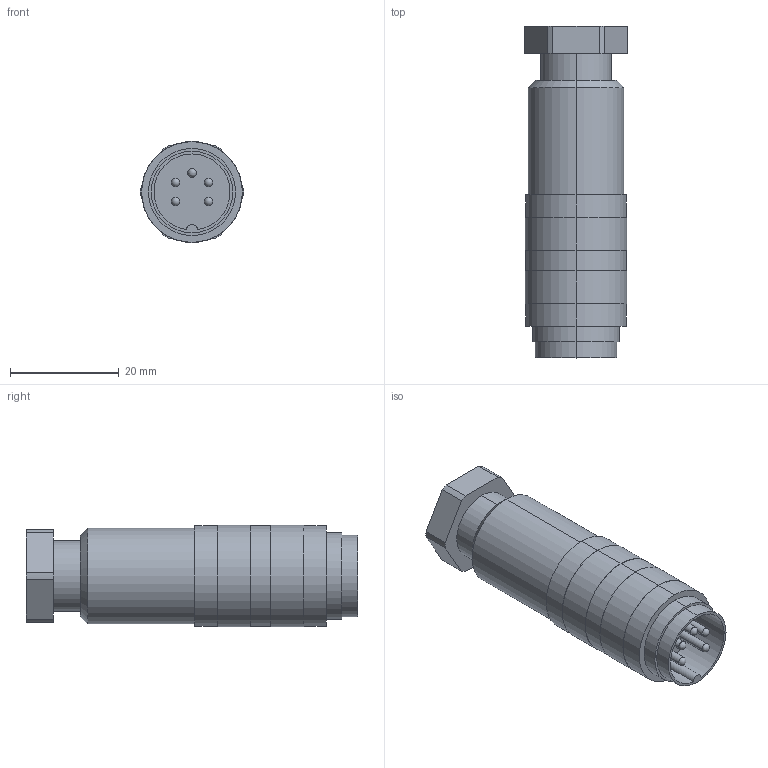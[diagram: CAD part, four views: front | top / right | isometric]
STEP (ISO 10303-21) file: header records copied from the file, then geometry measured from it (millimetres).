
FILE_DESCRIPTION((''),'2;1');
FILE_NAME('99-5113-15-05.stp','2005-04-22T09:55:13',('generator'),(''),'Autodesk Inventor 7','Autodesk Inventor 7','');
FILE_SCHEMA(('AUTOMOTIVE_DESIGN { 1 0 10303 214 1 1 1 1 }'));
Length unit declared in the file: millimetre
Products named in the file (1): 99-5113-15-05
Bounding box: 19 x 61 x 18.6 mm (x, y, z)
Volume: 13170.6 mm3; surface area: 4809.3 mm2
Topology: 1 solids, 1 shells, 67 faces, 163 edges, 104 vertices
Faces by surface type: cylinder 39, plane 19, sphere 5, cone 4
Entity records: 1870 total; most frequent: DIRECTION 361, CARTESIAN_POINT 305, ORIENTED_EDGE 286, AXIS2_PLACEMENT_3D 150, EDGE_CURVE 143, VERTEX_POINT 94, EDGE_LOOP 83, CIRCLE 82
